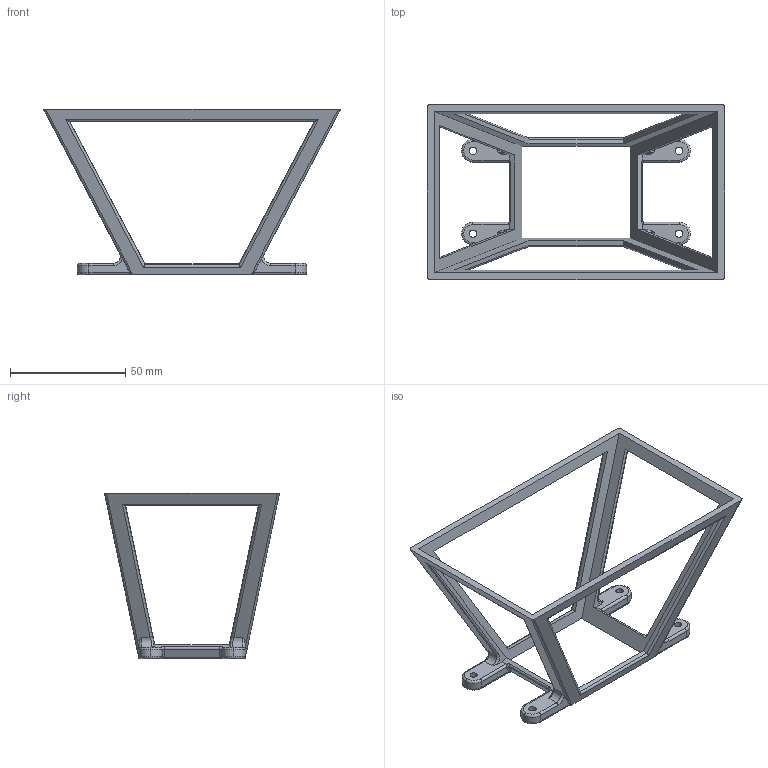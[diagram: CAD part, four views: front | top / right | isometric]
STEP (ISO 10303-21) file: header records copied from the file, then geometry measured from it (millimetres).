
FILE_DESCRIPTION (( 'STEP AP214' ), '1' );
FILE_NAME ('Reflector.STEP', '2024-08-29T20:12:35', ( '' ), ( '' ), 'SwSTEP 2.0', 'SolidWorks 2024', '' );
FILE_SCHEMA (( 'AUTOMOTIVE_DESIGN' ));
Length unit declared in the file: millimetre
Products named in the file (1): Reflector
Bounding box: 129 x 76 x 72 mm (x, y, z)
Volume: 22695.4 mm3; surface area: 19950.7 mm2
Topology: 1 solids, 1 shells, 152 faces, 394 edges, 242 vertices
Faces by surface type: cylinder 70, plane 44, torus 20, bspline 18
Entity records: 5197 total; most frequent: CARTESIAN_POINT 1655, ORIENTED_EDGE 788, DIRECTION 692, EDGE_CURVE 394, AXIS2_PLACEMENT_3D 251, VERTEX_POINT 242, LINE 190, VECTOR 190
